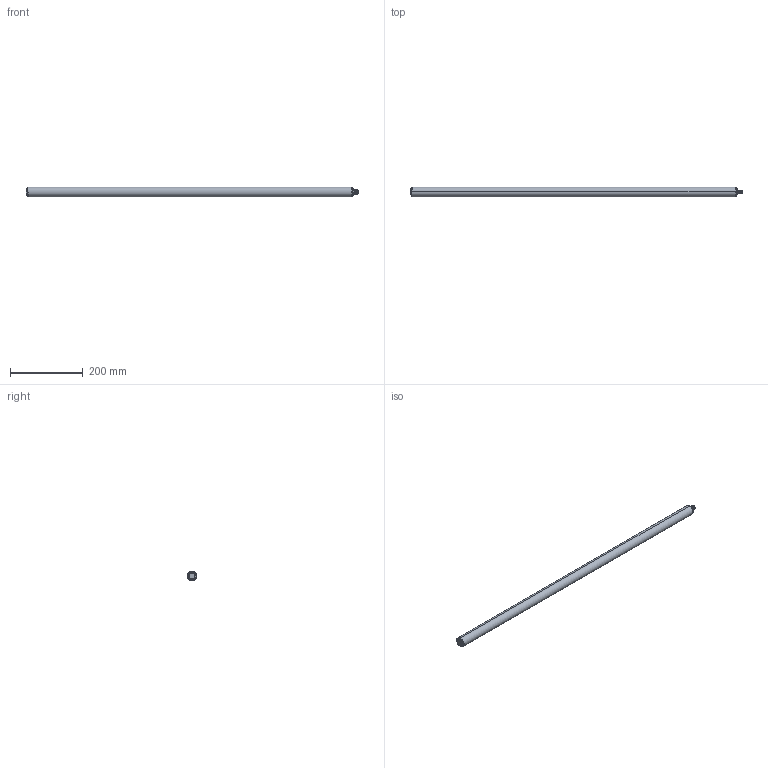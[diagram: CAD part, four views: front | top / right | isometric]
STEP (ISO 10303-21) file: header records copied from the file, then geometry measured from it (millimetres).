
FILE_DESCRIPTION((''),'2;1');
FILE_NAME('185268_SM01_ASM','2022-12-20T16:54:40',('PDMAdmin'),('BANNER ENGINEERING'),'CREO PARAMETRIC BY PTC INC, 2019292','CREO PARAMETRIC BY PTC INC, 2019292','');
FILE_SCHEMA(('CONFIG_CONTROL_DESIGN'));
Length unit declared in the file: millimetre
Products named in the file (2): 185268_EP01; 185268_SM01_ASM
Assembly tree (1 placements, depth 2):
  185268_SM01_ASM
    185268_EP01
Bounding box: 915.5 x 27 x 27 mm (x, y, z)
Volume: 515431.4 mm3; surface area: 78898.2 mm2
Topology: 1 solids, 1 shells, 170 faces, 436 edges, 278 vertices
Faces by surface type: bspline 74, cylinder 52, plane 21, torus 17, cone 4, sphere 2
Entity records: 11610 total; most frequent: CARTESIAN_POINT 7872, ORIENTED_EDGE 872, DIRECTION 596, EDGE_CURVE 436, VERTEX_POINT 278, AXIS2_PLACEMENT_3D 228, EDGE_LOOP 180, FACE_OUTER_BOUND 170
